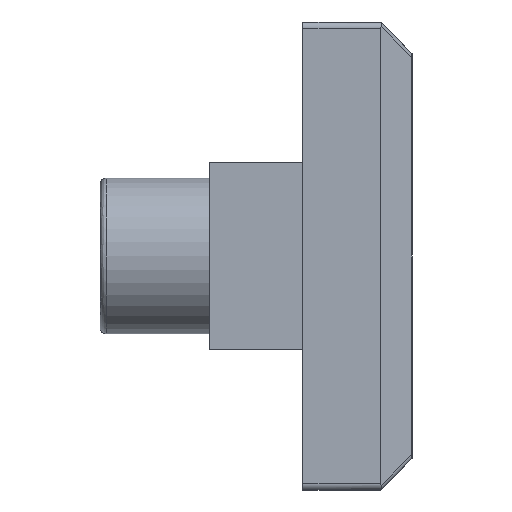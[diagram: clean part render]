
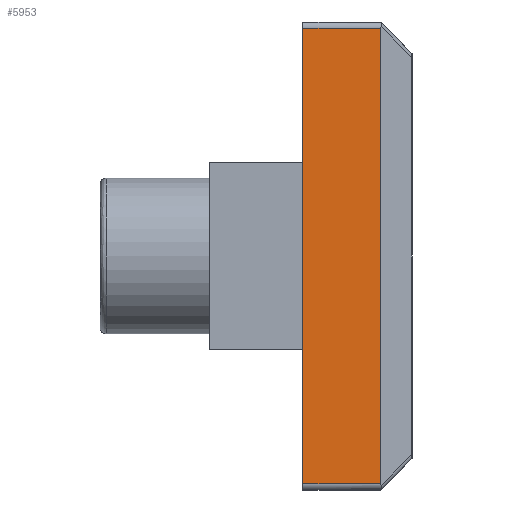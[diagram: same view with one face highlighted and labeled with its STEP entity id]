
A CAD part, left-side view. The second image highlights one B-rep face of the part: STEP entity #5953.
In plain terms, the highlighted planar face has unit normal (-1, 0, 0).
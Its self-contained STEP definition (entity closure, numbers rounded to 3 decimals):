
#369 = VERTEX_POINT ( 'NONE', #4612 ) ;
#543 = ORIENTED_EDGE ( 'NONE', *, *, #2955, .F. ) ;
#589 = ORIENTED_EDGE ( 'NONE', *, *, #2123, .F. ) ;
#977 = CARTESIAN_POINT ( 'NONE',  ( -15., 1., -7.3 ) ) ;
#1399 = VECTOR ( 'NONE', #2879, 1000. ) ;
#1654 = VERTEX_POINT ( 'NONE', #2046 ) ;
#1677 = VECTOR ( 'NONE', #5160, 1000. ) ;
#1712 = DIRECTION ( 'NONE',  ( 0., 1., 0. ) ) ;
#2046 = CARTESIAN_POINT ( 'NONE',  ( -15., 3.5, -7.3 ) ) ;
#2092 = EDGE_LOOP ( 'NONE', ( #589, #543, #3441, #6740 ) ) ;
#2123 = EDGE_CURVE ( 'NONE', #369, #6302, #3105, .T. ) ;
#2247 = VECTOR ( 'NONE', #1712, 1000. ) ;
#2351 = CARTESIAN_POINT ( 'NONE',  ( -15., 3.5, 7.5 ) ) ;
#2585 = FACE_OUTER_BOUND ( 'NONE', #2092, .T. ) ;
#2802 = EDGE_CURVE ( 'NONE', #3555, #1654, #6351, .T. ) ;
#2879 = DIRECTION ( 'NONE',  ( 0., 0., 1. ) ) ;
#2955 = EDGE_CURVE ( 'NONE', #1654, #369, #4234, .T. ) ;
#3095 = DIRECTION ( 'NONE',  ( 1., 0., 0. ) ) ;
#3105 = LINE ( 'NONE', #4597, #1677 ) ;
#3348 = LINE ( 'NONE', #5186, #4600 ) ;
#3441 = ORIENTED_EDGE ( 'NONE', *, *, #2802, .F. ) ;
#3457 = EDGE_CURVE ( 'NONE', #6302, #3555, #3348, .T. ) ;
#3555 = VERTEX_POINT ( 'NONE', #977 ) ;
#4234 = LINE ( 'NONE', #2351, #1399 ) ;
#4597 = CARTESIAN_POINT ( 'NONE',  ( -15., 3.5, 7.3 ) ) ;
#4600 = VECTOR ( 'NONE', #5735, 1000. ) ;
#4612 = CARTESIAN_POINT ( 'NONE',  ( -15., 3.5, 7.3 ) ) ;
#4898 = CARTESIAN_POINT ( 'NONE',  ( -15., 3.5, -7.3 ) ) ;
#5160 = DIRECTION ( 'NONE',  ( 0., -1., 0. ) ) ;
#5186 = CARTESIAN_POINT ( 'NONE',  ( -15., 1., 7.5 ) ) ;
#5526 = CARTESIAN_POINT ( 'NONE',  ( -15., 1., 7.3 ) ) ;
#5735 = DIRECTION ( 'NONE',  ( 0., 0., -1. ) ) ;
#5764 = PLANE ( 'NONE',  #6262 ) ;
#5953 = ADVANCED_FACE ( 'NONE', ( #2585 ), #5764, .F. ) ;
#6262 = AXIS2_PLACEMENT_3D ( 'NONE', #6295, #3095, #6829 ) ;
#6295 = CARTESIAN_POINT ( 'NONE',  ( -15., 3.5, 7.5 ) ) ;
#6302 = VERTEX_POINT ( 'NONE', #5526 ) ;
#6351 = LINE ( 'NONE', #4898, #2247 ) ;
#6740 = ORIENTED_EDGE ( 'NONE', *, *, #3457, .F. ) ;
#6829 = DIRECTION ( 'NONE',  ( 0., 0., -1. ) ) ;
